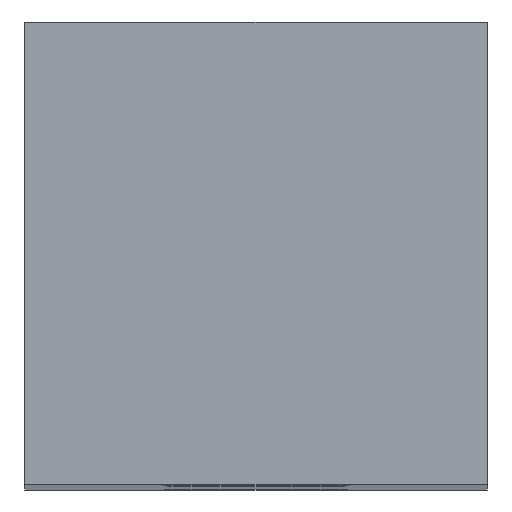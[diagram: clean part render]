
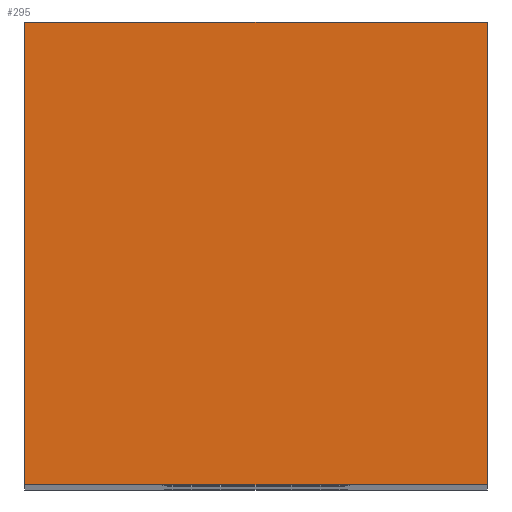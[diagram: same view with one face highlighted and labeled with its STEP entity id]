
A CAD part, top view. The second image highlights one B-rep face of the part: STEP entity #295.
In plain terms, the highlighted planar face has unit normal (0, 0, 1).
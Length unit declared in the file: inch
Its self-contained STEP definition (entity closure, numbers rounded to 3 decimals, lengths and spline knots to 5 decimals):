
#25 = FACE_OUTER_BOUND ( 'NONE', #192, .T. ) ;
#50 = VERTEX_POINT ( 'NONE', #439 ) ;
#63 = CARTESIAN_POINT ( 'NONE',  ( 0.25, -0.25, 0. ) ) ;
#80 = LINE ( 'NONE', #140, #551 ) ;
#100 = LINE ( 'NONE', #63, #305 ) ;
#104 = ORIENTED_EDGE ( 'NONE', *, *, #215, .T. ) ;
#124 = VERTEX_POINT ( 'NONE', #856 ) ;
#140 = CARTESIAN_POINT ( 'NONE',  ( -0.25, -0.25, 0. ) ) ;
#177 = PLANE ( 'NONE',  #260 ) ;
#192 = EDGE_LOOP ( 'NONE', ( #514, #104, #405, #491 ) ) ;
#205 = LINE ( 'NONE', #684, #327 ) ;
#215 = EDGE_CURVE ( 'NONE', #836, #868, #100, .T. ) ;
#220 = CARTESIAN_POINT ( 'NONE',  ( -0.25, 0.25, 0. ) ) ;
#234 = DIRECTION ( 'NONE',  ( 0., -1., 0. ) ) ;
#260 = AXIS2_PLACEMENT_3D ( 'NONE', #220, #602, #303 ) ;
#295 = ADVANCED_FACE ( 'NONE', ( #25 ), #177, .T. ) ;
#303 = DIRECTION ( 'NONE',  ( 1., 0., 0. ) ) ;
#305 = VECTOR ( 'NONE', #332, 39.37008 ) ;
#327 = VECTOR ( 'NONE', #671, 39.37008 ) ;
#332 = DIRECTION ( 'NONE',  ( 1., 0., 0. ) ) ;
#376 = EDGE_CURVE ( 'NONE', #868, #124, #205, .T. ) ;
#382 = VECTOR ( 'NONE', #414, 39.37008 ) ;
#405 = ORIENTED_EDGE ( 'NONE', *, *, #376, .T. ) ;
#414 = DIRECTION ( 'NONE',  ( -1., 0., 0. ) ) ;
#417 = CARTESIAN_POINT ( 'NONE',  ( 0.25, 0.25, 0. ) ) ;
#439 = CARTESIAN_POINT ( 'NONE',  ( -0.25, 0.25, 0. ) ) ;
#491 = ORIENTED_EDGE ( 'NONE', *, *, #726, .T. ) ;
#514 = ORIENTED_EDGE ( 'NONE', *, *, #774, .T. ) ;
#551 = VECTOR ( 'NONE', #234, 39.37008 ) ;
#598 = CARTESIAN_POINT ( 'NONE',  ( 0.25, -0.25, 0. ) ) ;
#602 = DIRECTION ( 'NONE',  ( 0., 0., 1. ) ) ;
#671 = DIRECTION ( 'NONE',  ( 0., 1., 0. ) ) ;
#684 = CARTESIAN_POINT ( 'NONE',  ( 0.25, -0.25, 0. ) ) ;
#710 = LINE ( 'NONE', #417, #382 ) ;
#726 = EDGE_CURVE ( 'NONE', #124, #50, #710, .T. ) ;
#731 = CARTESIAN_POINT ( 'NONE',  ( -0.25, -0.25, 0. ) ) ;
#774 = EDGE_CURVE ( 'NONE', #50, #836, #80, .T. ) ;
#836 = VERTEX_POINT ( 'NONE', #731 ) ;
#856 = CARTESIAN_POINT ( 'NONE',  ( 0.25, 0.25, 0. ) ) ;
#868 = VERTEX_POINT ( 'NONE', #598 ) ;
